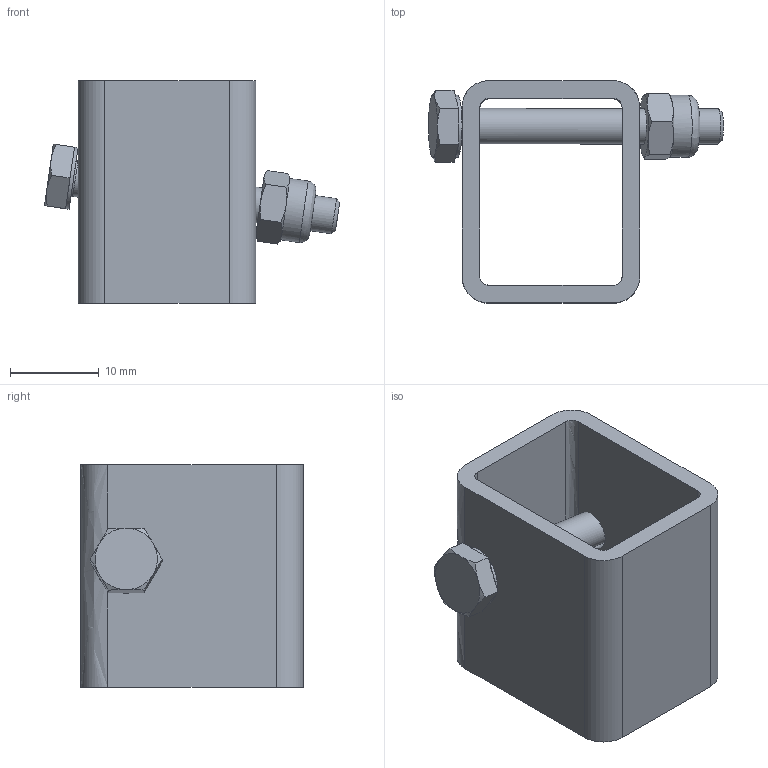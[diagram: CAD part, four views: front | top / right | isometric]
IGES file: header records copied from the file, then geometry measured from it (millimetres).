
Global section: file name: 51145_0197_9801; native system: Autodesk Inventor 2022; preprocessor: unknown; author: Nesvadba; date: 20240222.162023; units: millimetre
Bounding box: 33.19 x 25 x 25 mm (x, y, z)
Volume: 4535.4 mm3; surface area: 5017.7 mm2
Topology: 3 solids, 3 shells, 72 faces, 186 edges, 118 vertices
Faces by surface type: bspline 72
